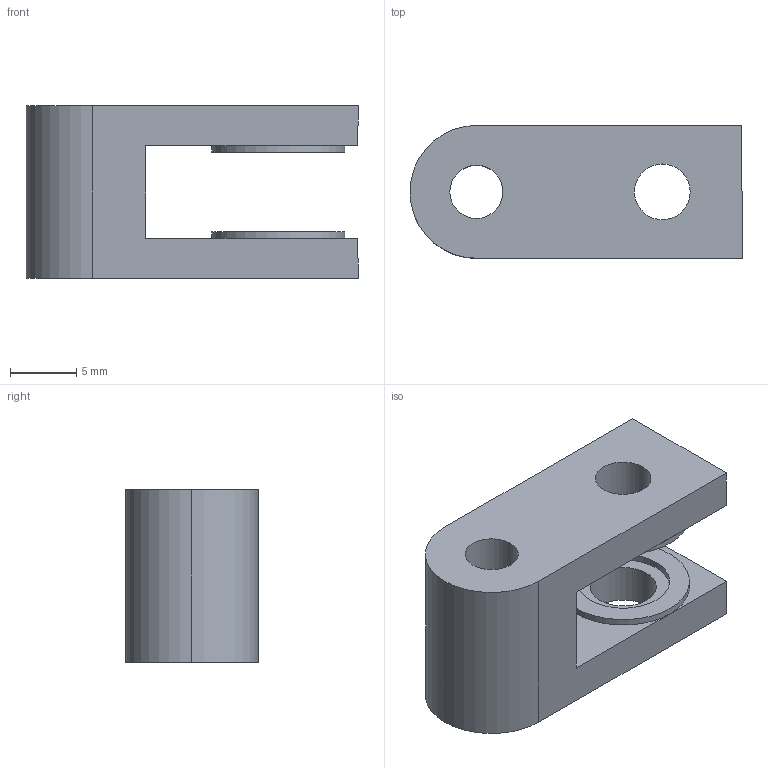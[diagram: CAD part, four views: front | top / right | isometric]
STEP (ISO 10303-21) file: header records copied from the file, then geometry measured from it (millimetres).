
FILE_DESCRIPTION (( 'STEP AP203' ), '1' );
FILE_NAME ('Belt_tensioner_oberarm.STEP', '2025-10-30T21:39:22', ( '' ), ( '' ), 'SwSTEP 2.0', 'SolidWorks 2024', '' );
FILE_SCHEMA (( 'CONFIG_CONTROL_DESIGN' ));
Length unit declared in the file: millimetre
Products named in the file (1): Belt_tensioner_oberarm
Bounding box: 25 x 10 x 13 mm (x, y, z)
Volume: 1675.4 mm3; surface area: 1673.4 mm2
Topology: 1 solids, 1 shells, 31 faces, 77 edges, 50 vertices
Faces by surface type: cylinder 16, plane 15
Entity records: 1024 total; most frequent: DIRECTION 177, CARTESIAN_POINT 159, ORIENTED_EDGE 154, EDGE_CURVE 77, AXIS2_PLACEMENT_3D 68, VERTEX_POINT 50, LINE 41, VECTOR 41
